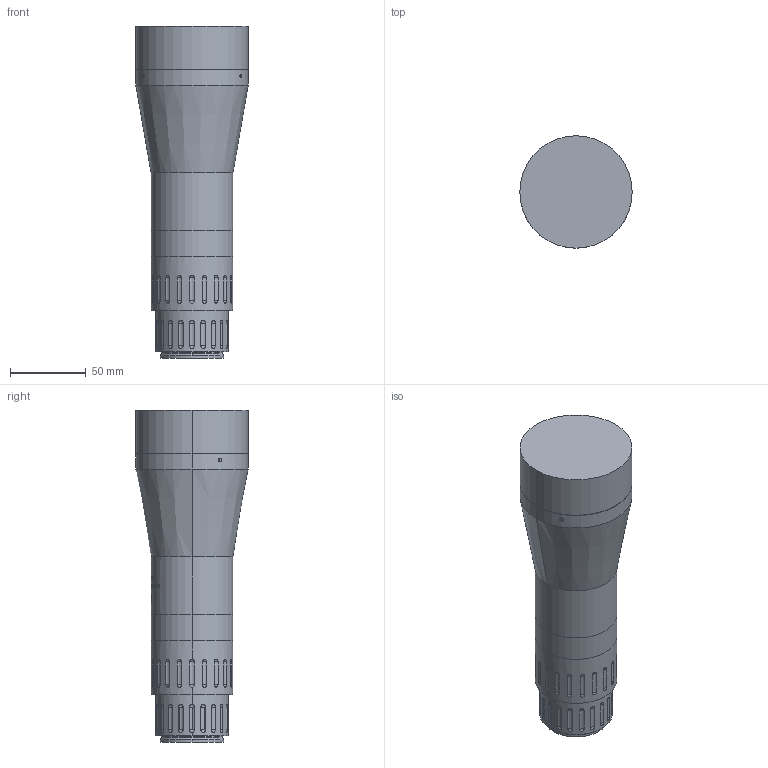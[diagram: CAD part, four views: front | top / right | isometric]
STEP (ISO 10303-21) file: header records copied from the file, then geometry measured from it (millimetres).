
FILE_DESCRIPTION (( 'STEP AP203' ), '1' );
FILE_NAME ('S5LPJ6837_02.STEP', '2021-01-21T06:04:16', ( '' ), ( '' ), 'SwSTEP 2.0', 'SolidWorks 2017', '' );
FILE_SCHEMA (( 'CONFIG_CONTROL_DESIGN' ));
Products named in the file (1): S5LPJ6837_02
Bounding box: 74 x 74 x 218.67 mm (x, y, z)
Volume: 616157.6 mm3; surface area: 49128.1 mm2
Topology: 1 solids, 1 shells, 825 faces, 2104 edges, 1390 vertices
Faces by surface type: bspline 378, plane 217, cylinder 133, sphere 80, cone 13, torus 4
Entity records: 74116 total; most frequent: CARTESIAN_POINT 56600, ORIENTED_EDGE 4208, DIRECTION 2464, EDGE_CURVE 2104, VERTEX_POINT 1390, EDGE_LOOP 934, VECTOR 878, LINE 878
